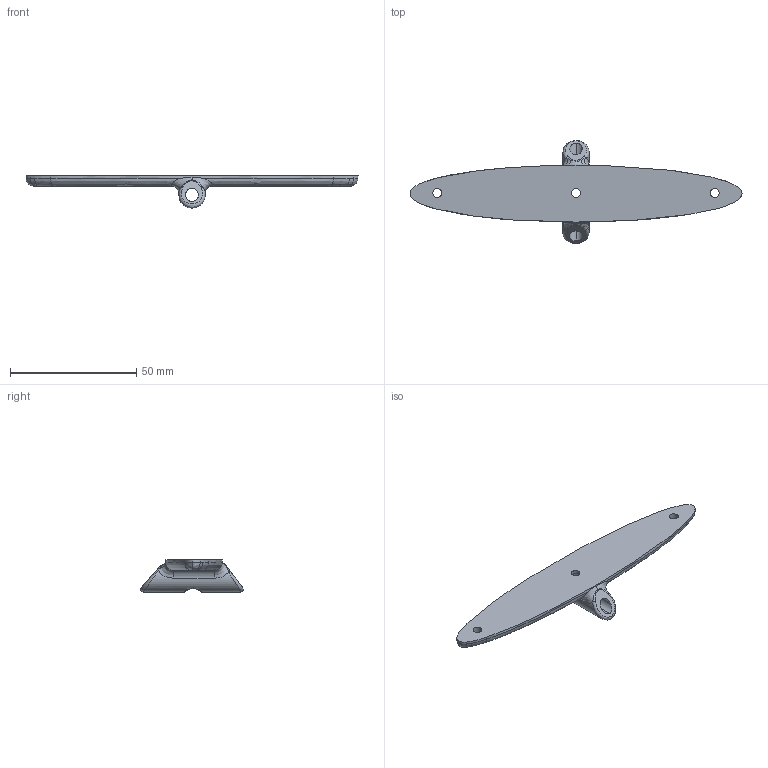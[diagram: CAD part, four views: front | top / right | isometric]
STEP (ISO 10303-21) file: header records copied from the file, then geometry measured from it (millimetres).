
FILE_DESCRIPTION (( 'STEP AP214' ), '1' );
FILE_NAME ('EXPLORA_VTOL_FUSELAGE_5.STEP', '2022-10-24T09:02:48', ( '' ), ( '' ), 'SwSTEP 2.0', 'SolidWorks 2021', '' );
FILE_SCHEMA (( 'AUTOMOTIVE_DESIGN' ));
Length unit declared in the file: millimetre
Products named in the file (1): EXPLORA_VTOL_FUSELAGE_5
Bounding box: 131.54 x 40.75 x 12.7 mm (x, y, z)
Volume: 10611.3 mm3; surface area: 6832.9 mm2
Topology: 1 solids, 1 shells, 66 faces, 163 edges, 100 vertices
Faces by surface type: bspline 39, cylinder 17, plane 8, torus 2
Entity records: 4578 total; most frequent: CARTESIAN_POINT 3284, ORIENTED_EDGE 326, DIRECTION 166, EDGE_CURVE 163, VERTEX_POINT 100, EDGE_LOOP 77, B_SPLINE_CURVE_WITH_KNOTS 76, AXIS2_PLACEMENT_3D 67
